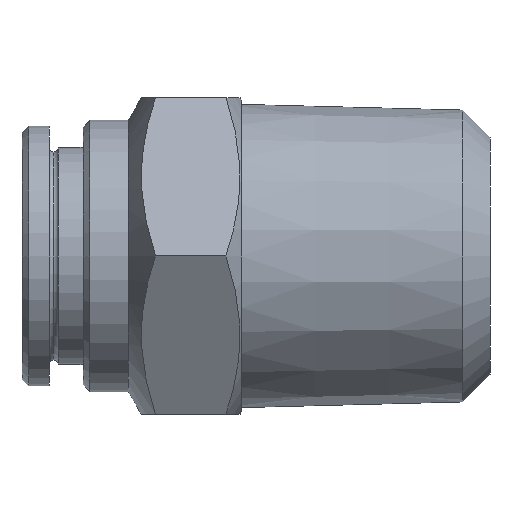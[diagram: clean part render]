
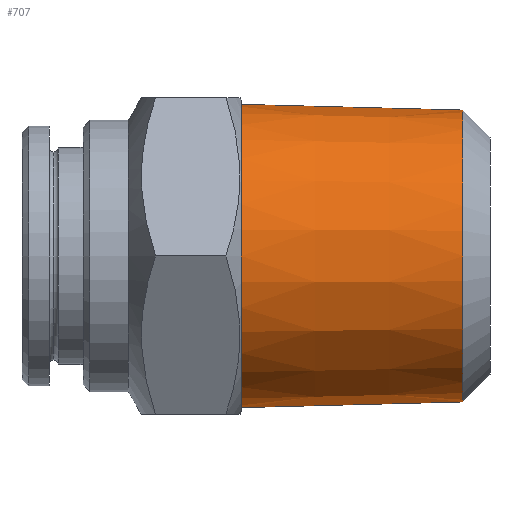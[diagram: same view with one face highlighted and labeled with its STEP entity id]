
A CAD part, left-side view. The second image highlights one B-rep face of the part: STEP entity #707.
In plain terms, the highlighted conical face has half-angle 1.47 degrees and reference radius 6.707 mm.
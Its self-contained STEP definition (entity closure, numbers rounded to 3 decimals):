
#54 = VERTEX_POINT ( 'NONE', #794 ) ;
#63 = EDGE_CURVE ( 'NONE', #54, #70, #766, .T. ) ;
#66 = VERTEX_POINT ( 'NONE', #757 ) ;
#68 = EDGE_CURVE ( 'NONE', #66, #69, #756, .T. ) ;
#69 = VERTEX_POINT ( 'NONE', #752 ) ;
#70 = VERTEX_POINT ( 'NONE', #751 ) ;
#663 = ORIENTED_EDGE ( 'NONE', *, *, #706, .F. ) ;
#664 = ORIENTED_EDGE ( 'NONE', *, *, #63, .T. ) ;
#665 = ORIENTED_EDGE ( 'NONE', *, *, #666, .T. ) ;
#666 = EDGE_CURVE ( 'NONE', #70, #69, #1698, .T. ) ;
#706 = EDGE_CURVE ( 'NONE', #54, #66, #1757, .T. ) ;
#707 = ADVANCED_FACE ( 'NONE', ( #1768 ), #1752, .T. ) ;
#708 = EDGE_LOOP ( 'NONE', ( #709, #663, #664, #665 ) ) ;
#709 = ORIENTED_EDGE ( 'NONE', *, *, #68, .F. ) ;
#751 = CARTESIAN_POINT ( 'NONE',  ( 0., 11., 6.707 ) ) ;
#752 = CARTESIAN_POINT ( 'NONE',  ( 0., 11., -6.707 ) ) ;
#753 = DIRECTION ( 'NONE',  ( 0., 1., -0.026 ) ) ;
#754 = VECTOR ( 'NONE', #753, 1000. ) ;
#755 = CARTESIAN_POINT ( 'NONE',  ( 0., 11., -6.707 ) ) ;
#756 = LINE ( 'NONE', #755, #754 ) ;
#757 = CARTESIAN_POINT ( 'NONE',  ( 0., 1.2, -6.455 ) ) ;
#763 = DIRECTION ( 'NONE',  ( 0., 1., 0.026 ) ) ;
#764 = VECTOR ( 'NONE', #763, 1000. ) ;
#765 = CARTESIAN_POINT ( 'NONE',  ( 0., 11., 6.707 ) ) ;
#766 = LINE ( 'NONE', #765, #764 ) ;
#794 = CARTESIAN_POINT ( 'NONE',  ( 0., 1.2, 6.455 ) ) ;
#1676 = DIRECTION ( 'NONE',  ( 0., -1., 0. ) ) ;
#1690 = AXIS2_PLACEMENT_3D ( 'NONE', #1714, #1676, #1710 ) ;
#1698 = CIRCLE ( 'NONE', #1690, 6.707 ) ;
#1710 = DIRECTION ( 'NONE',  ( 0., 0., -1. ) ) ;
#1714 = CARTESIAN_POINT ( 'NONE',  ( 0., 11., 0. ) ) ;
#1751 = AXIS2_PLACEMENT_3D ( 'NONE', #1762, #1761, #1760 ) ;
#1752 = CONICAL_SURFACE ( 'NONE', #1751, 6.707, 0.026 ) ;
#1753 = DIRECTION ( 'NONE',  ( 0., 0., -1. ) ) ;
#1754 = DIRECTION ( 'NONE',  ( 0., -1., 0. ) ) ;
#1755 = CARTESIAN_POINT ( 'NONE',  ( 0., 1.2, 0. ) ) ;
#1756 = AXIS2_PLACEMENT_3D ( 'NONE', #1755, #1754, #1753 ) ;
#1757 = CIRCLE ( 'NONE', #1756, 6.455 ) ;
#1760 = DIRECTION ( 'NONE',  ( 0., 0., 1. ) ) ;
#1761 = DIRECTION ( 'NONE',  ( 0., 1., 0. ) ) ;
#1762 = CARTESIAN_POINT ( 'NONE',  ( 0., 11., 0. ) ) ;
#1768 = FACE_OUTER_BOUND ( 'NONE', #708, .T. ) ;
